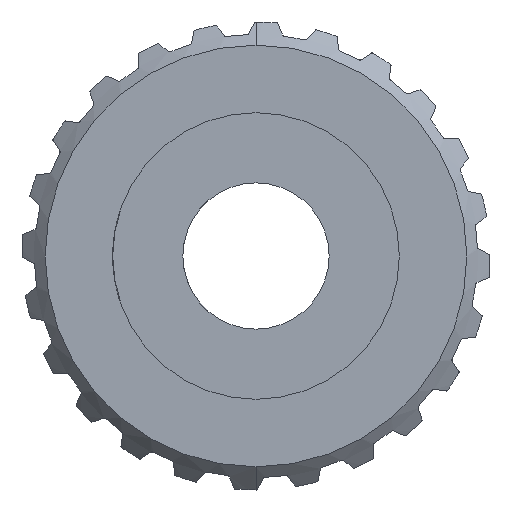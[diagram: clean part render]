
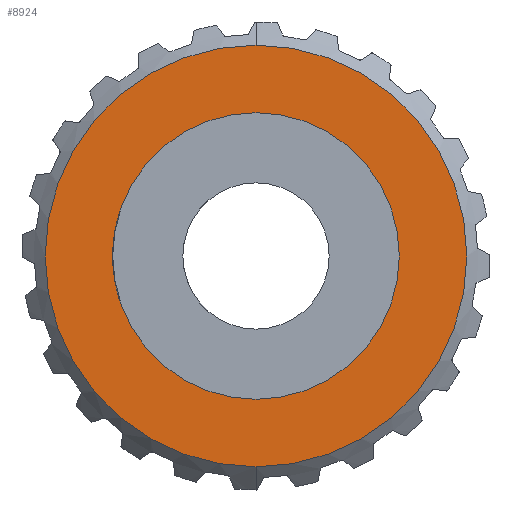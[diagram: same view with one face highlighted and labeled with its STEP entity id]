
A CAD part, front view. The second image highlights one B-rep face of the part: STEP entity #8924.
In plain terms, the highlighted planar face has unit normal (0, -1, 0).
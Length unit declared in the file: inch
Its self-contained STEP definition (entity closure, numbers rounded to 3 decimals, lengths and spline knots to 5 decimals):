
#40 = DIRECTION ( 'NONE',  ( 0., -1., 0. ) ) ;
#88 = DIRECTION ( 'NONE',  ( 0., 0., -1. ) ) ;
#792 = EDGE_CURVE ( 'NONE', #4689, #5352, #2006, .T. ) ;
#869 = AXIS2_PLACEMENT_3D ( 'NONE', #973, #7150, #1866 ) ;
#973 = CARTESIAN_POINT ( 'NONE',  ( 0., 0.0542, 0. ) ) ;
#1239 = CARTESIAN_POINT ( 'NONE',  ( 0., 0.0542, 0.245 ) ) ;
#1331 = CARTESIAN_POINT ( 'NONE',  ( 0., 0.0542, 0. ) ) ;
#1495 = CIRCLE ( 'NONE', #4283, 0.245 ) ;
#1866 = DIRECTION ( 'NONE',  ( 0., 0., -1. ) ) ;
#2006 = CIRCLE ( 'NONE', #10992, 0.36045 ) ;
#2072 = CARTESIAN_POINT ( 'NONE',  ( 0., 0.0542, 0. ) ) ;
#2223 = DIRECTION ( 'NONE',  ( 0., 0., -1. ) ) ;
#2264 = ORIENTED_EDGE ( 'NONE', *, *, #10441, .F. ) ;
#2954 = DIRECTION ( 'NONE',  ( 0., 0., -1. ) ) ;
#3079 = EDGE_LOOP ( 'NONE', ( #6950, #3313 ) ) ;
#3313 = ORIENTED_EDGE ( 'NONE', *, *, #9272, .F. ) ;
#3334 = VERTEX_POINT ( 'NONE', #8812 ) ;
#4283 = AXIS2_PLACEMENT_3D ( 'NONE', #10673, #5403, #88 ) ;
#4404 = FACE_OUTER_BOUND ( 'NONE', #6306, .T. ) ;
#4689 = VERTEX_POINT ( 'NONE', #5318 ) ;
#5318 = CARTESIAN_POINT ( 'NONE',  ( 0., 0.0542, 0.36045 ) ) ;
#5352 = VERTEX_POINT ( 'NONE', #7169 ) ;
#5403 = DIRECTION ( 'NONE',  ( 0., -1., 0. ) ) ;
#6242 = DIRECTION ( 'NONE',  ( 0., 0., -1. ) ) ;
#6306 = EDGE_LOOP ( 'NONE', ( #9462, #2264 ) ) ;
#6396 = CIRCLE ( 'NONE', #10937, 0.36045 ) ;
#6498 = CIRCLE ( 'NONE', #869, 0.245 ) ;
#6514 = VERTEX_POINT ( 'NONE', #1239 ) ;
#6753 = FACE_BOUND ( 'NONE', #3079, .T. ) ;
#6950 = ORIENTED_EDGE ( 'NONE', *, *, #7661, .F. ) ;
#7150 = DIRECTION ( 'NONE',  ( 0., -1., 0. ) ) ;
#7169 = CARTESIAN_POINT ( 'NONE',  ( 0., 0.0542, -0.36045 ) ) ;
#7468 = AXIS2_PLACEMENT_3D ( 'NONE', #9733, #40, #6242 ) ;
#7526 = DIRECTION ( 'NONE',  ( 0., 1., 0. ) ) ;
#7661 = EDGE_CURVE ( 'NONE', #6514, #3334, #6498, .T. ) ;
#7977 = PLANE ( 'NONE',  #7468 ) ;
#8256 = DIRECTION ( 'NONE',  ( 0., 1., 0. ) ) ;
#8812 = CARTESIAN_POINT ( 'NONE',  ( 0., 0.0542, -0.245 ) ) ;
#8924 = ADVANCED_FACE ( 'NONE', ( #4404, #6753 ), #7977, .T. ) ;
#9272 = EDGE_CURVE ( 'NONE', #3334, #6514, #1495, .T. ) ;
#9462 = ORIENTED_EDGE ( 'NONE', *, *, #792, .F. ) ;
#9733 = CARTESIAN_POINT ( 'NONE',  ( 0., 0.0542, 0. ) ) ;
#10441 = EDGE_CURVE ( 'NONE', #5352, #4689, #6396, .T. ) ;
#10673 = CARTESIAN_POINT ( 'NONE',  ( 0., 0.0542, 0. ) ) ;
#10937 = AXIS2_PLACEMENT_3D ( 'NONE', #2072, #8256, #2954 ) ;
#10992 = AXIS2_PLACEMENT_3D ( 'NONE', #1331, #7526, #2223 ) ;
